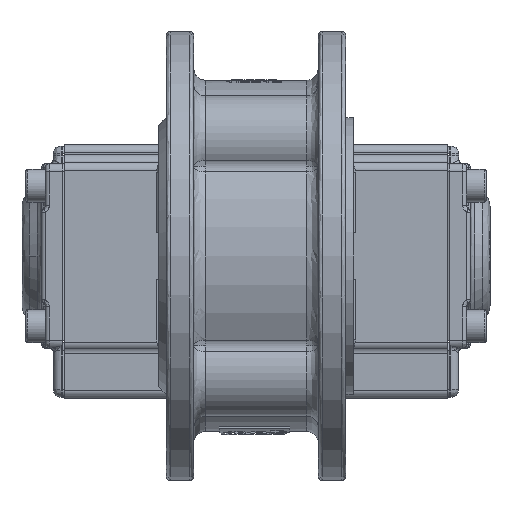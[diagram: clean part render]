
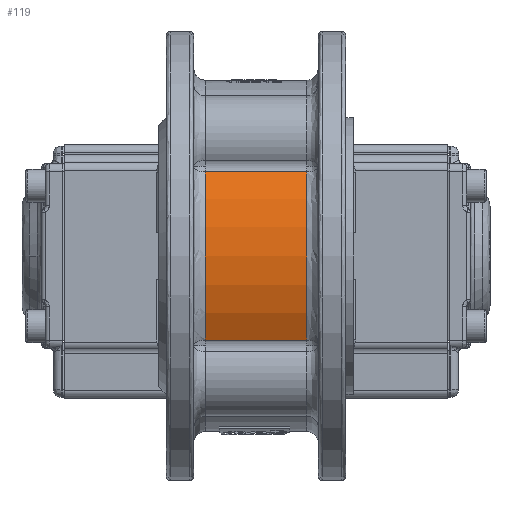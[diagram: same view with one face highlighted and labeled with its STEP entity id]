
A CAD part, front view. The second image highlights one B-rep face of the part: STEP entity #119.
In plain terms, the highlighted cylindrical face has radius 45 mm (diameter 90 mm), a partial arc.
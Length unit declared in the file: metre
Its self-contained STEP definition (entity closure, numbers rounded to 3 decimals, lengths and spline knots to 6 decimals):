
#119 = ADVANCED_FACE ( 'NONE', ( #418 ), #44683, .T. ) ;
#418 = FACE_OUTER_BOUND ( 'NONE', #44999, .T. ) ;
#705 = VERTEX_POINT ( 'NONE', #60101 ) ;
#6131 = VERTEX_POINT ( 'NONE', #70965 ) ;
#7122 = ORIENTED_EDGE ( 'NONE', *, *, #57822, .T. ) ;
#8599 = ORIENTED_EDGE ( 'NONE', *, *, #45777, .T. ) ;
#10885 = ORIENTED_EDGE ( 'NONE', *, *, #90013, .T. ) ;
#14545 = ORIENTED_EDGE ( 'NONE', *, *, #70917, .T. ) ;
#16039 = DIRECTION ( 'NONE',  ( -1., 0., 0. ) ) ;
#17196 = AXIS2_PLACEMENT_3D ( 'NONE', #88550, #80107, #80557 ) ;
#19215 = VECTOR ( 'NONE', #30945, 1. ) ;
#22519 = LINE ( 'NONE', #66335, #19215 ) ;
#27307 = LINE ( 'NONE', #57943, #27464 ) ;
#27464 = VECTOR ( 'NONE', #29179, 1. ) ;
#29179 = DIRECTION ( 'NONE',  ( 1., 0., 0. ) ) ;
#30945 = DIRECTION ( 'NONE',  ( -1., 0., 0. ) ) ;
#35236 = CIRCLE ( 'NONE', #78944, 0.045 ) ;
#38621 = CARTESIAN_POINT ( 'NONE',  ( 0.001507, -0.003333, 0.12007 ) ) ;
#42263 = CIRCLE ( 'NONE', #66396, 0.045 ) ;
#44683 = CYLINDRICAL_SURFACE ( 'NONE', #17196, 0.045 ) ;
#44999 = EDGE_LOOP ( 'NONE', ( #10885, #14545, #7122, #8599 ) ) ;
#45777 = EDGE_CURVE ( 'NONE', #705, #69120, #35236, .T. ) ;
#47224 = CARTESIAN_POINT ( 'NONE',  ( -0.024493, -0.003333, 0.12007 ) ) ;
#50550 = VERTEX_POINT ( 'NONE', #57363 ) ;
#57363 = CARTESIAN_POINT ( 'NONE',  ( -0.024493, -0.042838, 0.14162 ) ) ;
#57822 = EDGE_CURVE ( 'NONE', #6131, #705, #27307, .T. ) ;
#57943 = CARTESIAN_POINT ( 'NONE',  ( -0.003493, -0.042838, 0.098521 ) ) ;
#60101 = CARTESIAN_POINT ( 'NONE',  ( 0.001507, -0.042838, 0.098521 ) ) ;
#61846 = DIRECTION ( 'NONE',  ( 1., 0., 0. ) ) ;
#62603 = CARTESIAN_POINT ( 'NONE',  ( 0.001507, -0.042838, 0.14162 ) ) ;
#66335 = CARTESIAN_POINT ( 'NONE',  ( -0.003493, -0.042838, 0.14162 ) ) ;
#66396 = AXIS2_PLACEMENT_3D ( 'NONE', #47224, #61846, #76013 ) ;
#67851 = DIRECTION ( 'NONE',  ( 0., 0., -1. ) ) ;
#69120 = VERTEX_POINT ( 'NONE', #62603 ) ;
#70917 = EDGE_CURVE ( 'NONE', #50550, #6131, #42263, .T. ) ;
#70965 = CARTESIAN_POINT ( 'NONE',  ( -0.024493, -0.042838, 0.098521 ) ) ;
#76013 = DIRECTION ( 'NONE',  ( 0., 0., -1. ) ) ;
#78944 = AXIS2_PLACEMENT_3D ( 'NONE', #38621, #16039, #67851 ) ;
#80107 = DIRECTION ( 'NONE',  ( 1., 0., 0. ) ) ;
#80557 = DIRECTION ( 'NONE',  ( 0., 0., -1. ) ) ;
#88550 = CARTESIAN_POINT ( 'NONE',  ( -0.003493, -0.003333, 0.12007 ) ) ;
#90013 = EDGE_CURVE ( 'NONE', #69120, #50550, #22519, .T. ) ;
